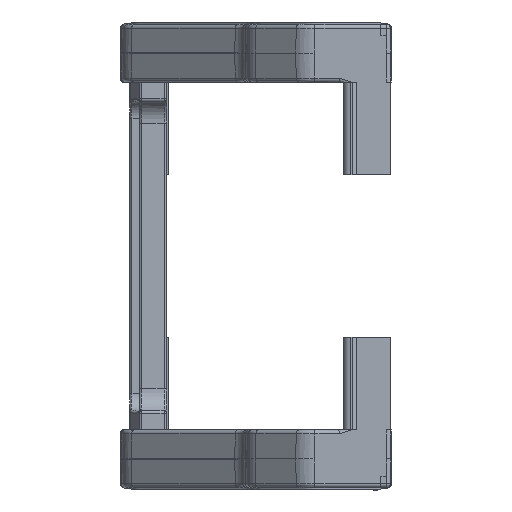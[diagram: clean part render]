
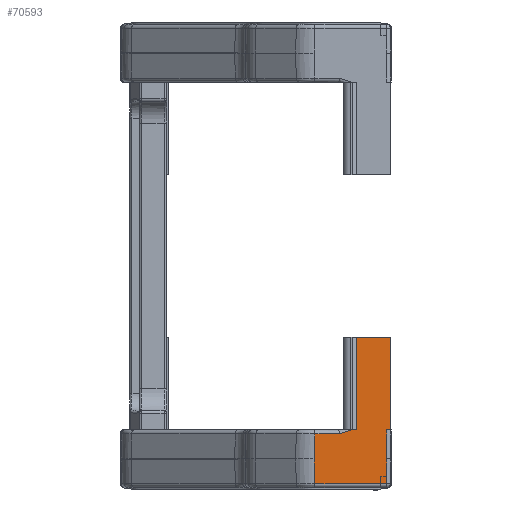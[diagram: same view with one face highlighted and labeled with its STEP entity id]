
A CAD part, left-side view. The second image highlights one B-rep face of the part: STEP entity #70593.
In plain terms, the highlighted planar face has unit normal (-1, 0, 0).
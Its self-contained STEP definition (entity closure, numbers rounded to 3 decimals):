
#1338 = LINE ( 'NONE', #95911, #116674 ) ;
#1962 = CARTESIAN_POINT ( 'NONE',  ( -276.867, -14.469, 124.089 ) ) ;
#1968 = DIRECTION ( 'NONE',  ( 0., 0., -1. ) ) ;
#3142 = CARTESIAN_POINT ( 'NONE',  ( -276.867, 29.115, 129.665 ) ) ;
#3591 = VECTOR ( 'NONE', #1968, 1000. ) ;
#7002 = CARTESIAN_POINT ( 'NONE',  ( -276.867, -17.356, 124.789 ) ) ;
#8046 = DIRECTION ( 'NONE',  ( 0., -1., 0. ) ) ;
#8122 = FACE_OUTER_BOUND ( 'NONE', #30705, .T. ) ;
#8550 = VECTOR ( 'NONE', #111240, 1000. ) ;
#8836 = DIRECTION ( 'NONE',  ( 0., 0., -1. ) ) ;
#9615 = VERTEX_POINT ( 'NONE', #56197 ) ;
#12383 = ORIENTED_EDGE ( 'NONE', *, *, #73653, .T. ) ;
#14399 = ORIENTED_EDGE ( 'NONE', *, *, #38816, .T. ) ;
#14740 = VERTEX_POINT ( 'NONE', #39635 ) ;
#16206 = LINE ( 'NONE', #72572, #49582 ) ;
#18361 = EDGE_CURVE ( 'NONE', #111057, #18929, #55569, .T. ) ;
#18766 = DIRECTION ( 'NONE',  ( 0., 1., 0. ) ) ;
#18887 = LINE ( 'NONE', #58675, #106775 ) ;
#18929 = VERTEX_POINT ( 'NONE', #7002 ) ;
#19156 = LINE ( 'NONE', #27148, #54105 ) ;
#19857 = VERTEX_POINT ( 'NONE', #92889 ) ;
#20312 = CARTESIAN_POINT ( 'NONE',  ( -276.867, -22.581, 115.485 ) ) ;
#23689 = EDGE_CURVE ( 'NONE', #9615, #26321, #1338, .T. ) ;
#23695 = VECTOR ( 'NONE', #109507, 1000. ) ;
#24209 = DIRECTION ( 'NONE',  ( 0., -0.017, 1. ) ) ;
#26321 = VERTEX_POINT ( 'NONE', #68561 ) ;
#27148 = CARTESIAN_POINT ( 'NONE',  ( -276.867, -22.656, 119.803 ) ) ;
#30571 = DIRECTION ( 'NONE',  ( 0., -0.027, -1. ) ) ;
#30705 = EDGE_LOOP ( 'NONE', ( #65188, #12383, #14399, #87743, #102632, #103469, #66599, #101651, #125148, #90983, #106095, #104027, #111413 ) ) ;
#34511 = CARTESIAN_POINT ( 'NONE',  ( -276.867, -13.356, 124.789 ) ) ;
#35126 = EDGE_CURVE ( 'NONE', #26321, #18929, #43058, .T. ) ;
#36614 = CARTESIAN_POINT ( 'NONE',  ( -276.867, -22.656, 119.785 ) ) ;
#36673 = VECTOR ( 'NONE', #65452, 1000. ) ;
#38816 = EDGE_CURVE ( 'NONE', #49035, #66684, #79174, .T. ) ;
#39224 = EDGE_CURVE ( 'NONE', #14740, #63672, #89760, .T. ) ;
#39635 = CARTESIAN_POINT ( 'NONE',  ( -276.867, -10.118, 119.785 ) ) ;
#41188 = DIRECTION ( 'NONE',  ( 0., 1., 0. ) ) ;
#43058 = LINE ( 'NONE', #50790, #3591 ) ;
#43973 = VERTEX_POINT ( 'NONE', #44636 ) ;
#44226 = CARTESIAN_POINT ( 'NONE',  ( -276.867, -10.254, 124.089 ) ) ;
#44636 = CARTESIAN_POINT ( 'NONE',  ( -276.867, -22.656, 124.789 ) ) ;
#44655 = LINE ( 'NONE', #84040, #50756 ) ;
#48253 = DIRECTION ( 'NONE',  ( 0., 0.027, -1. ) ) ;
#49035 = VERTEX_POINT ( 'NONE', #1962 ) ;
#49144 = CARTESIAN_POINT ( 'NONE',  ( -276.867, -23.356, 140.789 ) ) ;
#49582 = VECTOR ( 'NONE', #24209, 1000. ) ;
#49951 = CARTESIAN_POINT ( 'NONE',  ( -276.867, -10.117, 119.733 ) ) ;
#50756 = VECTOR ( 'NONE', #8046, 1000. ) ;
#50790 = CARTESIAN_POINT ( 'NONE',  ( -276.867, -17.356, 140.789 ) ) ;
#50830 = VECTOR ( 'NONE', #48253, 1000. ) ;
#51731 = EDGE_CURVE ( 'NONE', #63672, #54678, #44655, .T. ) ;
#52562 = LINE ( 'NONE', #120923, #23695 ) ;
#54105 = VECTOR ( 'NONE', #104687, 1000. ) ;
#54678 = VERTEX_POINT ( 'NONE', #20312 ) ;
#55569 = LINE ( 'NONE', #34511, #8550 ) ;
#56197 = CARTESIAN_POINT ( 'NONE',  ( -276.867, -23.356, 140.789 ) ) ;
#58675 = CARTESIAN_POINT ( 'NONE',  ( -276.867, 23.084, 111.572 ) ) ;
#58968 = VECTOR ( 'NONE', #41188, 1000. ) ;
#60271 = CARTESIAN_POINT ( 'NONE',  ( -276.867, -9.821, 130.723 ) ) ;
#63672 = VERTEX_POINT ( 'NONE', #99313 ) ;
#65188 = ORIENTED_EDGE ( 'NONE', *, *, #18361, .F. ) ;
#65452 = DIRECTION ( 'NONE',  ( 0., 1., 0. ) ) ;
#66599 = ORIENTED_EDGE ( 'NONE', *, *, #92860, .T. ) ;
#66684 = VERTEX_POINT ( 'NONE', #86165 ) ;
#68561 = CARTESIAN_POINT ( 'NONE',  ( -276.867, -17.356, 140.789 ) ) ;
#70593 = ADVANCED_FACE ( 'NONE', ( #8122 ), #80385, .T. ) ;
#71995 = CARTESIAN_POINT ( 'NONE',  ( -276.867, -22.656, 119.81 ) ) ;
#72106 = VERTEX_POINT ( 'NONE', #71995 ) ;
#72572 = CARTESIAN_POINT ( 'NONE',  ( -276.867, -22.813, 128.759 ) ) ;
#73653 = EDGE_CURVE ( 'NONE', #111057, #49035, #18887, .T. ) ;
#75391 = VECTOR ( 'NONE', #8836, 1000. ) ;
#79174 = LINE ( 'NONE', #44226, #36673 ) ;
#80385 = PLANE ( 'NONE',  #111285 ) ;
#81073 = CARTESIAN_POINT ( 'NONE',  ( -276.867, -23.356, 124.789 ) ) ;
#84040 = CARTESIAN_POINT ( 'NONE',  ( -276.867, 29.115, 115.485 ) ) ;
#86165 = CARTESIAN_POINT ( 'NONE',  ( -276.867, -10.235, 124.089 ) ) ;
#87743 = ORIENTED_EDGE ( 'NONE', *, *, #94131, .T. ) ;
#88765 = VERTEX_POINT ( 'NONE', #36614 ) ;
#89760 = LINE ( 'NONE', #60271, #103321 ) ;
#90983 = ORIENTED_EDGE ( 'NONE', *, *, #111204, .F. ) ;
#92860 = EDGE_CURVE ( 'NONE', #54678, #88765, #16206, .T. ) ;
#92889 = CARTESIAN_POINT ( 'NONE',  ( -276.867, -23.356, 124.789 ) ) ;
#93047 = EDGE_CURVE ( 'NONE', #9615, #19857, #96610, .T. ) ;
#94131 = EDGE_CURVE ( 'NONE', #66684, #14740, #120588, .T. ) ;
#95911 = CARTESIAN_POINT ( 'NONE',  ( -276.867, -23.356, 140.789 ) ) ;
#96610 = LINE ( 'NONE', #49144, #75391 ) ;
#99313 = CARTESIAN_POINT ( 'NONE',  ( -276.867, -10.235, 115.485 ) ) ;
#99386 = DIRECTION ( 'NONE',  ( 0., 0., -1. ) ) ;
#101372 = LINE ( 'NONE', #81073, #58968 ) ;
#101651 = ORIENTED_EDGE ( 'NONE', *, *, #112359, .T. ) ;
#102632 = ORIENTED_EDGE ( 'NONE', *, *, #39224, .T. ) ;
#103321 = VECTOR ( 'NONE', #30571, 1000. ) ;
#103469 = ORIENTED_EDGE ( 'NONE', *, *, #51731, .T. ) ;
#104027 = ORIENTED_EDGE ( 'NONE', *, *, #23689, .T. ) ;
#104687 = DIRECTION ( 'NONE',  ( 0., 0.017, 1. ) ) ;
#106095 = ORIENTED_EDGE ( 'NONE', *, *, #93047, .F. ) ;
#106775 = VECTOR ( 'NONE', #108172, 1000. ) ;
#108172 = DIRECTION ( 'NONE',  ( 0., 0.949, -0.316 ) ) ;
#109507 = DIRECTION ( 'NONE',  ( 0., 0., 1. ) ) ;
#110364 = DIRECTION ( 'NONE',  ( -1., 0., 0. ) ) ;
#111057 = VERTEX_POINT ( 'NONE', #114150 ) ;
#111204 = EDGE_CURVE ( 'NONE', #19857, #43973, #101372, .T. ) ;
#111240 = DIRECTION ( 'NONE',  ( 0., -1., 0. ) ) ;
#111285 = AXIS2_PLACEMENT_3D ( 'NONE', #3142, #110364, #99386 ) ;
#111413 = ORIENTED_EDGE ( 'NONE', *, *, #35126, .T. ) ;
#112359 = EDGE_CURVE ( 'NONE', #88765, #72106, #19156, .T. ) ;
#114150 = CARTESIAN_POINT ( 'NONE',  ( -276.867, -16.569, 124.789 ) ) ;
#116674 = VECTOR ( 'NONE', #18766, 1000. ) ;
#118858 = EDGE_CURVE ( 'NONE', #72106, #43973, #52562, .T. ) ;
#120588 = LINE ( 'NONE', #49951, #50830 ) ;
#120923 = CARTESIAN_POINT ( 'NONE',  ( -276.867, -22.656, 129.665 ) ) ;
#125148 = ORIENTED_EDGE ( 'NONE', *, *, #118858, .T. ) ;
